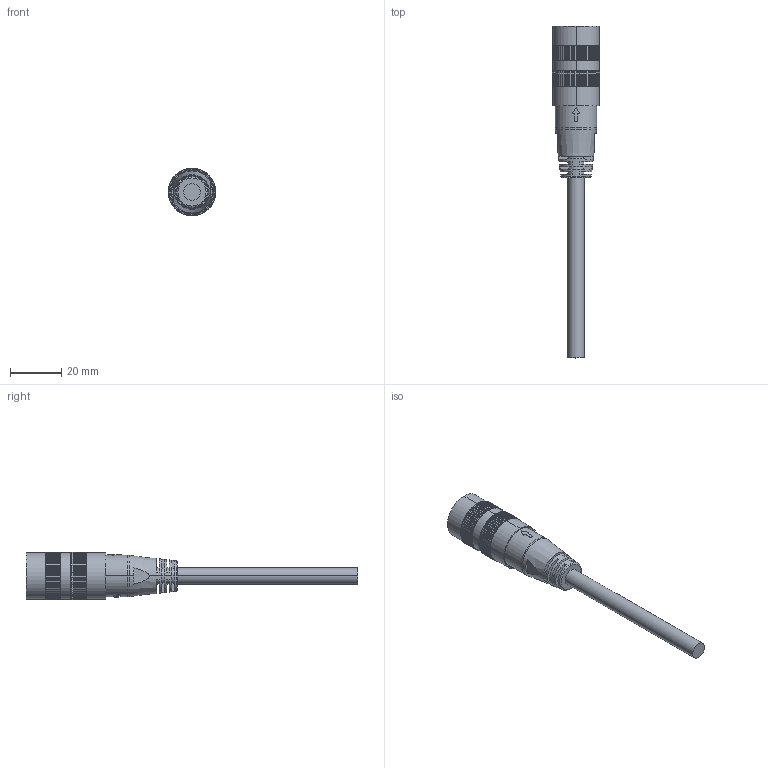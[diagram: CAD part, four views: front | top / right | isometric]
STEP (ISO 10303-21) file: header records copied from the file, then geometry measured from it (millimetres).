
FILE_DESCRIPTION (( 'STEP AP214' ), '1' );
FILE_NAME ('P294.STEP', '2023-02-01T08:27:51', ( 'as' ), ( 'Microsoft' ), 'SwSTEP 2.0', 'SolidWorks 2015', '' );
FILE_SCHEMA (( 'AUTOMOTIVE_DESIGN' ));
Length unit declared in the file: millimetre
Products named in the file (1): P294
Bounding box: 18.5 x 129.3 x 18.5 mm (x, y, z)
Volume: 13862.2 mm3; surface area: 7823.9 mm2
Topology: 1 solids, 1 shells, 1267 faces, 3635 edges, 2425 vertices
Faces by surface type: cylinder 734, plane 474, cone 37, bspline 15, torus 7
Entity records: 45152 total; most frequent: CARTESIAN_POINT 11848, ORIENTED_EDGE 7270, DIRECTION 6983, EDGE_CURVE 3635, AXIS2_PLACEMENT_3D 2607, VERTEX_POINT 2425, VECTOR 1769, LINE 1769
